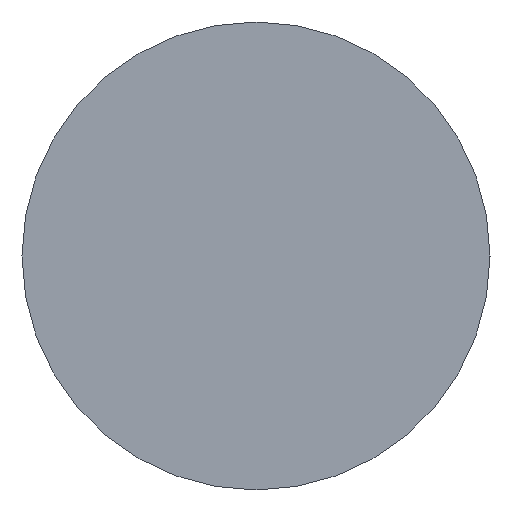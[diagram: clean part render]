
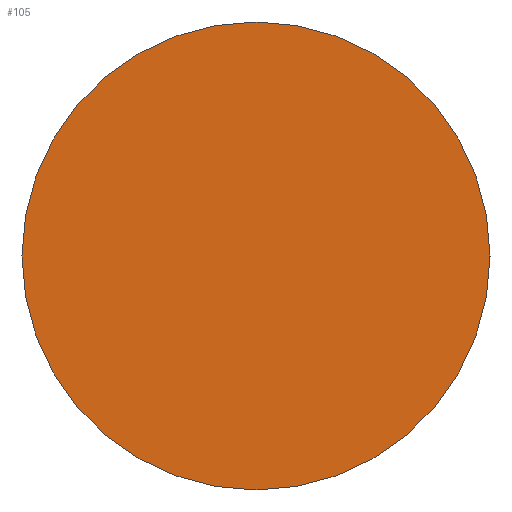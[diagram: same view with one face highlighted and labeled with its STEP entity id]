
A CAD part, left-side view. The second image highlights one B-rep face of the part: STEP entity #105.
In plain terms, the highlighted planar face has unit normal (-1, 0, 0).
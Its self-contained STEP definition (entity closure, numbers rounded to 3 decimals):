
#33 = CARTESIAN_POINT ( 'NONE',  ( -165., 0., 10. ) ) ;
#35 = CIRCLE ( 'NONE', #372, 10. ) ;
#48 = CIRCLE ( 'NONE', #62, 10. ) ;
#62 = AXIS2_PLACEMENT_3D ( 'NONE', #415, #747, #473 ) ;
#105 = ADVANCED_FACE ( 'NONE', ( #479 ), #556, .F. ) ;
#173 = CARTESIAN_POINT ( 'NONE',  ( -165., 0., 0. ) ) ;
#201 = VERTEX_POINT ( 'NONE', #589 ) ;
#207 = ORIENTED_EDGE ( 'NONE', *, *, #482, .T. ) ;
#211 = AXIS2_PLACEMENT_3D ( 'NONE', #215, #617, #291 ) ;
#215 = CARTESIAN_POINT ( 'NONE',  ( -165., 0., 0. ) ) ;
#291 = DIRECTION ( 'NONE',  ( 0., 0., -1. ) ) ;
#339 = EDGE_LOOP ( 'NONE', ( #207, #513 ) ) ;
#372 = AXIS2_PLACEMENT_3D ( 'NONE', #173, #438, #701 ) ;
#415 = CARTESIAN_POINT ( 'NONE',  ( -165., 0., 0. ) ) ;
#438 = DIRECTION ( 'NONE',  ( -1., 0., 0. ) ) ;
#473 = DIRECTION ( 'NONE',  ( 0., 0., 1. ) ) ;
#479 = FACE_OUTER_BOUND ( 'NONE', #339, .T. ) ;
#482 = EDGE_CURVE ( 'NONE', #615, #201, #48, .T. ) ;
#513 = ORIENTED_EDGE ( 'NONE', *, *, #696, .T. ) ;
#556 = PLANE ( 'NONE',  #211 ) ;
#589 = CARTESIAN_POINT ( 'NONE',  ( -165., 0., -10. ) ) ;
#615 = VERTEX_POINT ( 'NONE', #33 ) ;
#617 = DIRECTION ( 'NONE',  ( 1., 0., 0. ) ) ;
#696 = EDGE_CURVE ( 'NONE', #201, #615, #35, .T. ) ;
#701 = DIRECTION ( 'NONE',  ( 0., 0., 1. ) ) ;
#747 = DIRECTION ( 'NONE',  ( -1., 0., 0. ) ) ;
